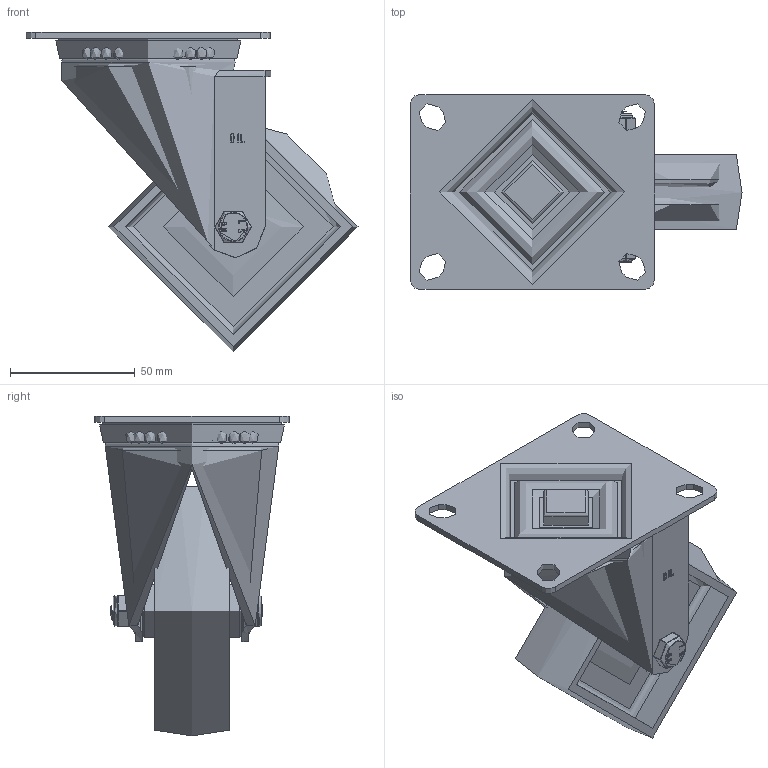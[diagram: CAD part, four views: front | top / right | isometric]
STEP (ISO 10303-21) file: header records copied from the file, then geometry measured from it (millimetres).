
FILE_DESCRIPTION(/* description */ (''),/* implementation_level */ '2;1');
FILE_NAME(/* name */ 'BZGMM100NY.step',/* time_stamp */ '2024-05-24T15:24:50+01:00',/* author */ (''),/* organization */ (''),/* preprocessor_version */ 'ST-DEVELOPER v20',/* originating_system */ 'Autodesk Translation Framework v13.14.0.145',/* authorisation */ '');
FILE_SCHEMA (('AUTOMOTIVE_DESIGN { 1 0 10303 214 3 1 1 }'));
Length unit declared in the file: millimetre
Products named in the file (18): BZGMM100NY; BZMM100WNY v1; NYLON WHEEL; TUBEM12X40 v1; ZINC PLATED STEEL TUBE; HEXBOLTM8X55Z8.8 v2; GRADE 8.8 ZINC PLATED BOLT; NYLOCM8Z v1; NYLOC NUT; NUT; RUBBER; BZGMM100AS - 2 v1; ZINC PLATED, PRESSED STEEL TOP PLATE (1); ZINC PLATED, PRESSED STEEL TOP PLATE Geometry (1); Pattern (1); Component2 (1); ZINC PLATED, PRESSED STEEL FORKS (1); BEARING SEAL (1)
Assembly tree (44 placements, depth 5):
  BZGMM100NY
    BZMM100WNY v1
      NYLON WHEEL
    TUBEM12X40 v1
      ZINC PLATED STEEL TUBE
    HEXBOLTM8X55Z8.8 v2
      GRADE 8.8 ZINC PLATED BOLT
    NYLOCM8Z v1
      NYLOC NUT
        NUT
        RUBBER
    BZGMM100AS - 2 v1
      ZINC PLATED, PRESSED STEEL TOP PLATE (1)
        ZINC PLATED, PRESSED STEEL TOP PLATE Geometry (1)
        Pattern (1)
          Component2 (1)  x28
      ZINC PLATED, PRESSED STEEL FORKS (1)
      BEARING SEAL (1)
Bounding box: 133 x 78 x 128 mm (x, y, z)
Volume: 172639 mm3; surface area: 93905 mm2
Topology: 36 solids, 36 shells, 378 faces, 909 edges, 572 vertices
Faces by surface type: cylinder 136, plane 124, sphere 52, bspline 41, torus 18, cone 7
Full cylindrical faces by diameter (mm): 0.664 x2, 6.446 x7, 7.866 x13, 8 x3, 8.2 x2, 8.4 x1, 8.6 x2, 11.5 x1, 11.9 x1, 12.1 x1, 12.4 x1, 21.5 x2, 25 x2, 26 x1, 30 x2, 47 x1, 64.5 x1, 69.5 x1, 86 x2
Entity records: 16612 total; most frequent: CARTESIAN_POINT 8133, DIRECTION 1654, ORIENTED_EDGE 1640, EDGE_CURVE 820, AXIS2_PLACEMENT_3D 644, VERTEX_POINT 518, EDGE_LOOP 406, LINE 366
